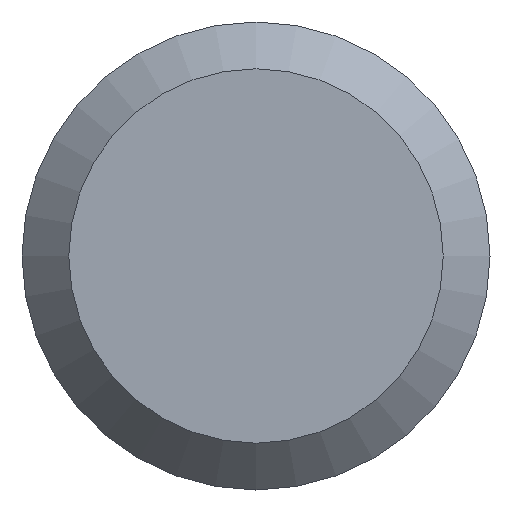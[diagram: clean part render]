
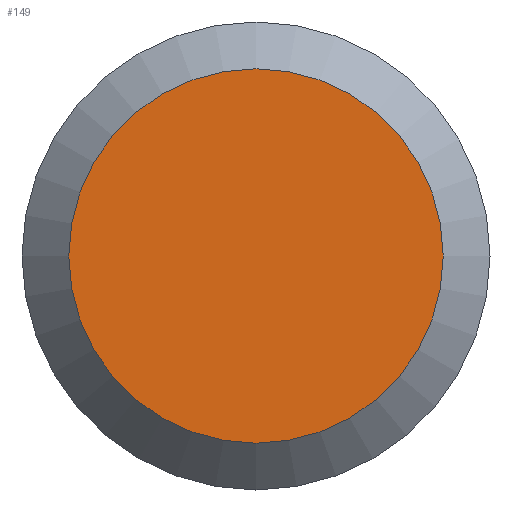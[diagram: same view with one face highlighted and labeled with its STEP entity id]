
A CAD part, left-side view. The second image highlights one B-rep face of the part: STEP entity #149.
In plain terms, the highlighted planar face has unit normal (-1, 0, 0).
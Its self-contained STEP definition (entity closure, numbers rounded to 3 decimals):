
#15 = PLANE ( 'NONE',  #141 ) ;
#23 = DIRECTION ( 'NONE',  ( 0., 0., -1. ) ) ;
#51 = DIRECTION ( 'NONE',  ( -1., 0., 0. ) ) ;
#59 = CARTESIAN_POINT ( 'NONE',  ( 0., 0., -2.36 ) ) ;
#63 = EDGE_CURVE ( 'NONE', #176, #176, #189, .T. ) ;
#72 = ORIENTED_EDGE ( 'NONE', *, *, #63, .T. ) ;
#93 = EDGE_LOOP ( 'NONE', ( #72 ) ) ;
#99 = FACE_OUTER_BOUND ( 'NONE', #93, .T. ) ;
#109 = DIRECTION ( 'NONE',  ( 1., 0., 0. ) ) ;
#114 = CARTESIAN_POINT ( 'NONE',  ( 0., 2.95, 0. ) ) ;
#141 = AXIS2_PLACEMENT_3D ( 'NONE', #114, #109, #151 ) ;
#149 = ADVANCED_FACE ( 'NONE', ( #99 ), #15, .F. ) ;
#151 = DIRECTION ( 'NONE',  ( 0., 0., -1. ) ) ;
#156 = AXIS2_PLACEMENT_3D ( 'NONE', #167, #51, #23 ) ;
#167 = CARTESIAN_POINT ( 'NONE',  ( 0., 0., 0. ) ) ;
#176 = VERTEX_POINT ( 'NONE', #59 ) ;
#189 = CIRCLE ( 'NONE', #156, 2.36 ) ;
